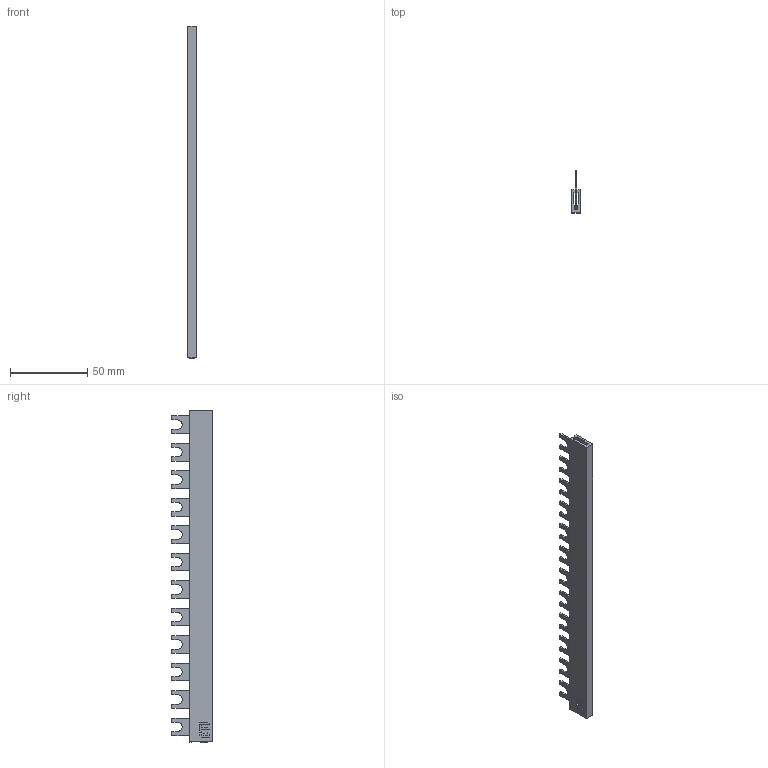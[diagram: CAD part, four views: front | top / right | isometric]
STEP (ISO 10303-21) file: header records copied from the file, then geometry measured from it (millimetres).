
FILE_DESCRIPTION((''),'2;1');
FILE_NAME('IZ10_1F_ASM','2021-04-01T',('marketing.praksa'),('Audax d.o.o.'),'CREO PARAMETRIC BY PTC INC, 2017480','CREO PARAMETRIC BY PTC INC, 2017480','');
FILE_SCHEMA(('AUTOMOTIVE_DESIGN { 1 0 10303 214 1 1 1 1 }'));
Products named in the file (4): PRT0144; S10_02_01; PLASTIC_W-LOGO; IZ10_1F_ASM
Assembly tree (3 placements, depth 2):
  IZ10_1F_ASM
    PRT0144
    S10_02_01
    PLASTIC_W-LOGO
Bounding box: 5.8 x 27.1 x 215 mm (x, y, z)
Volume: 15602 mm3; surface area: 23635.3 mm2
Topology: 5 solids, 5 shells, 325 faces, 914 edges, 602 vertices
Faces by surface type: plane 174, cylinder 140, bspline 11
Entity records: 16305 total; most frequent: CARTESIAN_POINT 2271, DIRECTION 1836, ORIENTED_EDGE 1828, PRESENTATION_STYLE_ASSIGNMENT 1244, STYLED_ITEM 1244, CURVE_STYLE 914, EDGE_CURVE 914, AXIS2_PLACEMENT_3D 623
